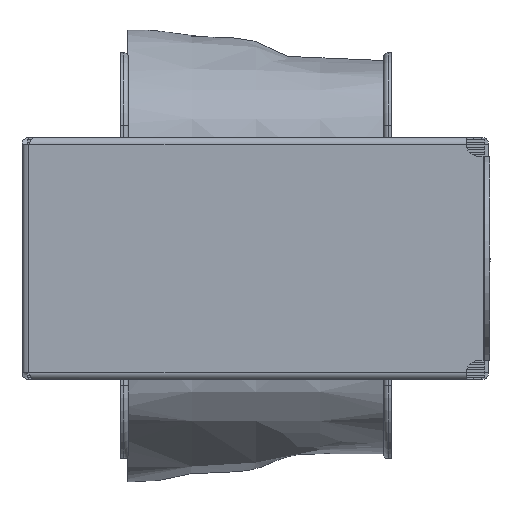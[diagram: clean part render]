
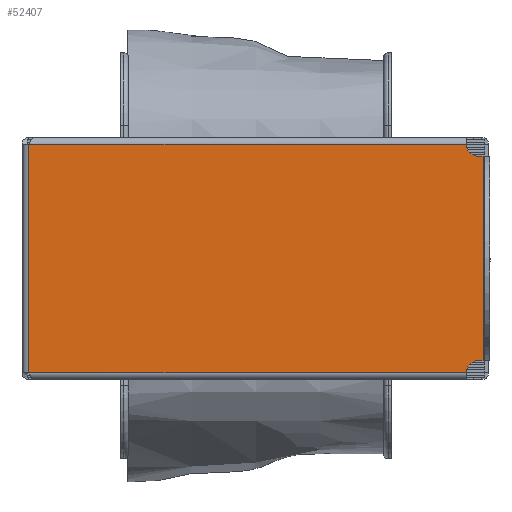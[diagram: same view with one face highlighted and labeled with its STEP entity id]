
A CAD part, left-side view. The second image highlights one B-rep face of the part: STEP entity #52407.
In plain terms, the highlighted planar face has unit normal (-1, 0, 0).
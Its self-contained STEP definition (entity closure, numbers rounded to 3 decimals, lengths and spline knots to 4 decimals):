
#3190=PLANE('',#57058);
#5981=FACE_OUTER_BOUND('',#9545,.T.);
#9545=EDGE_LOOP('',(#48564,#48565,#48566,#48567,#48568,#48569,#48570,#48571));
#15072=LINE('',#86384,#20624);
#15078=LINE('',#86403,#20630);
#15094=LINE('',#86492,#20646);
#15096=LINE('',#86496,#20648);
#15097=LINE('',#86498,#20649);
#15098=LINE('',#86499,#20650);
#20624=VECTOR('',#71285,0.3937);
#20630=VECTOR('',#71303,0.3937);
#20646=VECTOR('',#71353,0.3937);
#20648=VECTOR('',#71357,0.3937);
#20649=VECTOR('',#71358,0.3937);
#20650=VECTOR('',#71359,0.3937);
#22288=CIRCLE('',#56956,0.0675);
#22290=CIRCLE('',#56960,0.0675);
#26965=VERTEX_POINT('',#85827);
#26966=VERTEX_POINT('',#85829);
#26973=VERTEX_POINT('',#85853);
#26974=VERTEX_POINT('',#85854);
#27061=VERTEX_POINT('',#86383);
#27068=VERTEX_POINT('',#86401);
#27083=VERTEX_POINT('',#86495);
#27084=VERTEX_POINT('',#86497);
#34073=EDGE_CURVE('',#26965,#26966,#22288,.T.);
#34082=EDGE_CURVE('',#26973,#26974,#22290,.F.);
#34224=EDGE_CURVE('',#27061,#26973,#15072,.T.);
#34234=EDGE_CURVE('',#26965,#27068,#15078,.T.);
#34262=EDGE_CURVE('',#27068,#27061,#15094,.T.);
#34264=EDGE_CURVE('',#26974,#27083,#15096,.T.);
#34265=EDGE_CURVE('',#27083,#27084,#15097,.T.);
#34266=EDGE_CURVE('',#27084,#26966,#15098,.T.);
#48564=ORIENTED_EDGE('',*,*,#34224,.T.);
#48565=ORIENTED_EDGE('',*,*,#34082,.T.);
#48566=ORIENTED_EDGE('',*,*,#34264,.T.);
#48567=ORIENTED_EDGE('',*,*,#34265,.T.);
#48568=ORIENTED_EDGE('',*,*,#34266,.T.);
#48569=ORIENTED_EDGE('',*,*,#34073,.F.);
#48570=ORIENTED_EDGE('',*,*,#34234,.T.);
#48571=ORIENTED_EDGE('',*,*,#34262,.T.);
#52407=ADVANCED_FACE('',(#5981),#3190,.T.);
#56956=AXIS2_PLACEMENT_3D('',#85830,#71023,#71024);
#56960=AXIS2_PLACEMENT_3D('',#85855,#71036,#71037);
#57058=AXIS2_PLACEMENT_3D('',#86494,#71355,#71356);
#71023=DIRECTION('center_axis',(-1.,0.,0.));
#71024=DIRECTION('ref_axis',(0.,0.707,0.707));
#71036=DIRECTION('center_axis',(-1.,0.,0.));
#71037=DIRECTION('ref_axis',(0.,0.707,-0.707));
#71285=DIRECTION('',(0.,1.,0.));
#71303=DIRECTION('',(0.,-1.,0.));
#71353=DIRECTION('',(0.,0.,1.));
#71355=DIRECTION('center_axis',(-1.,0.,0.));
#71356=DIRECTION('ref_axis',(0.,0.,
1.));
#71357=DIRECTION('',(0.,1.,0.));
#71358=DIRECTION('',(0.,0.,-1.));
#71359=DIRECTION('',(0.,-1.,0.));
#85827=CARTESIAN_POINT('',(-1.9927,-2.4674,-1.4681));
#85829=CARTESIAN_POINT('',(-1.9927,-2.3999,-1.535));
#85830=CARTESIAN_POINT('Origin',(-1.9927,-2.4674,-1.5356));
#85853=CARTESIAN_POINT('',(-1.9927,-2.4674,-0.3519));
#85854=CARTESIAN_POINT('',(-1.9927,-2.3999,-0.285));
#85855=CARTESIAN_POINT('Origin',(-1.9927,-2.4674,-0.2844));
#86383=CARTESIAN_POINT('',(-1.9927,-2.4922,-0.3519));
#86384=CARTESIAN_POINT('',(-1.9927,-1.8838,-0.3519));
#86401=CARTESIAN_POINT('',(-1.9927,-2.4922,-1.4681));
#86403=CARTESIAN_POINT('',(-1.9927,-1.8838,-1.4681));
#86492=CARTESIAN_POINT('',(-1.9927,-2.4922,-1.2264));
#86494=CARTESIAN_POINT('Origin',(-1.9927,-1.2377,-0.91));
#86495=CARTESIAN_POINT('',(-1.9927,-0.0078,-0.285));
#86496=CARTESIAN_POINT('',(-1.9927,-0.6227,-0.285));
#86497=CARTESIAN_POINT('',(-1.9927,-0.0078,-1.535));
#86498=CARTESIAN_POINT('',(-1.9927,-0.0078,-0.91));
#86499=CARTESIAN_POINT('',(-1.9927,-1.8649,-1.535));
